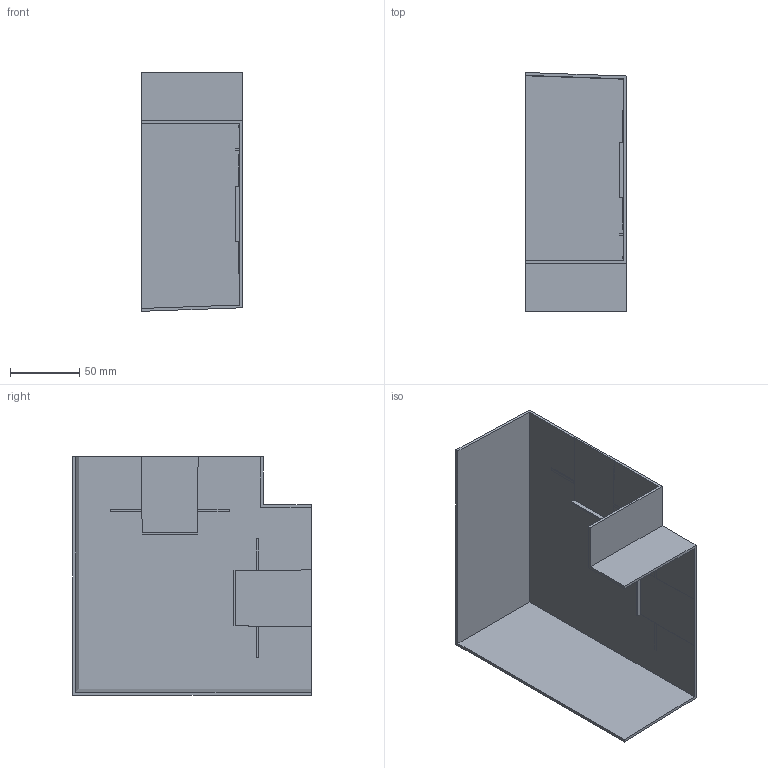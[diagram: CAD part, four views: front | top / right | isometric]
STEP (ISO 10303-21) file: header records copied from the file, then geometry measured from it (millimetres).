
FILE_DESCRIPTION (( 'STEP AP214' ), '1' );
FILE_NAME ('6274422.stp', '2016-05-06T12:19:25', ( '' ), ( '' ), 'SwSTEP 2.0', 'SolidWorks 2014', '' );
FILE_SCHEMA (( 'AUTOMOTIVE_DESIGN' ));
Length unit declared in the file: millimetre
Products named in the file (2): 6274422; 040219_Standard
Assembly tree (1 placements, depth 2):
  6274422
    040219_Standard
Bounding box: 73 x 172.55 x 172.55 mm (x, y, z)
Volume: 115547 mm3; surface area: 116544.4 mm2
Topology: 1 solids, 1 shells, 46 faces, 128 edges, 84 vertices
Faces by surface type: plane 46
Entity records: 1693 total; most frequent: CARTESIAN_POINT 262, ORIENTED_EDGE 256, DIRECTION 228, LINE 128, VECTOR 128, EDGE_CURVE 128, VERTEX_POINT 84, AXIS2_PLACEMENT_3D 50
